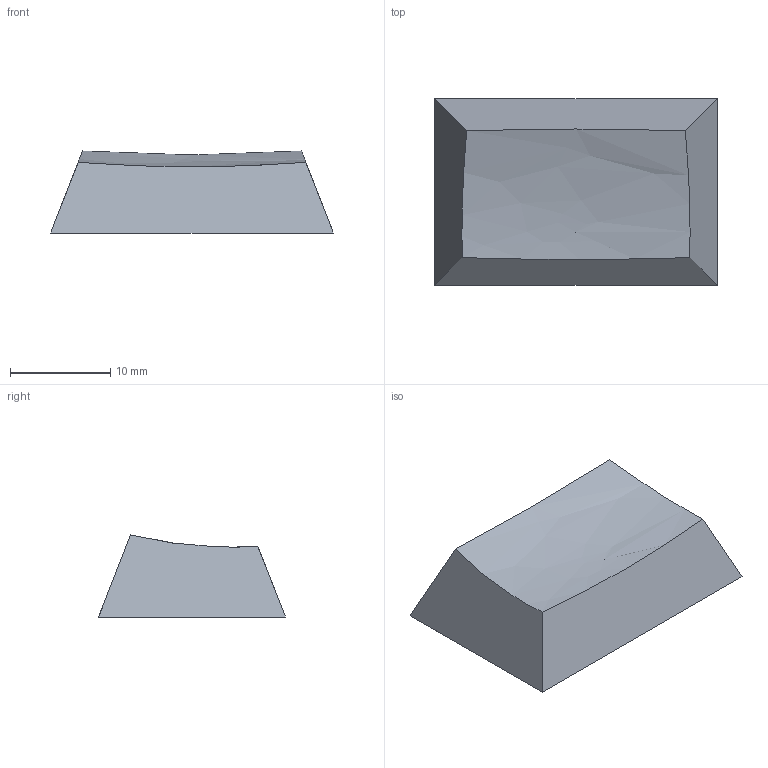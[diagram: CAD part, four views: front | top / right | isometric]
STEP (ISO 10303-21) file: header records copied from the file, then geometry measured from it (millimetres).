
FILE_DESCRIPTION(('FreeCAD Model'),'2;1');
FILE_NAME('Open CASCADE Shape Model','2023-04-27T14:20:05',('Author'),( ''),'Open CASCADE STEP processor 7.5','FreeCAD','Unknown');
FILE_SCHEMA(('AUTOMOTIVE_DESIGN { 1 0 10303 214 1 1 1 1 }'));
Length unit declared in the file: millimetre
Products named in the file (1): union002
Bounding box: 28.15 x 18.6 x 8.17 mm (x, y, z)
Volume: 1316.4 mm3; surface area: 1887.8 mm2
Topology: 2 solids, 2 shells, 103 faces, 281 edges, 184 vertices
Faces by surface type: plane 101, cylinder 1, bspline 1
Full cylindrical faces by diameter (mm): 5.5 x1
Entity records: 7184 total; most frequent: CARTESIAN_POINT 1803, DIRECTION 887, LINE 675, VECTOR 675, ORIENTED_EDGE 558, PCURVE 558, DEFINITIONAL_REPRESENTATION 558, EDGE_CURVE 279
